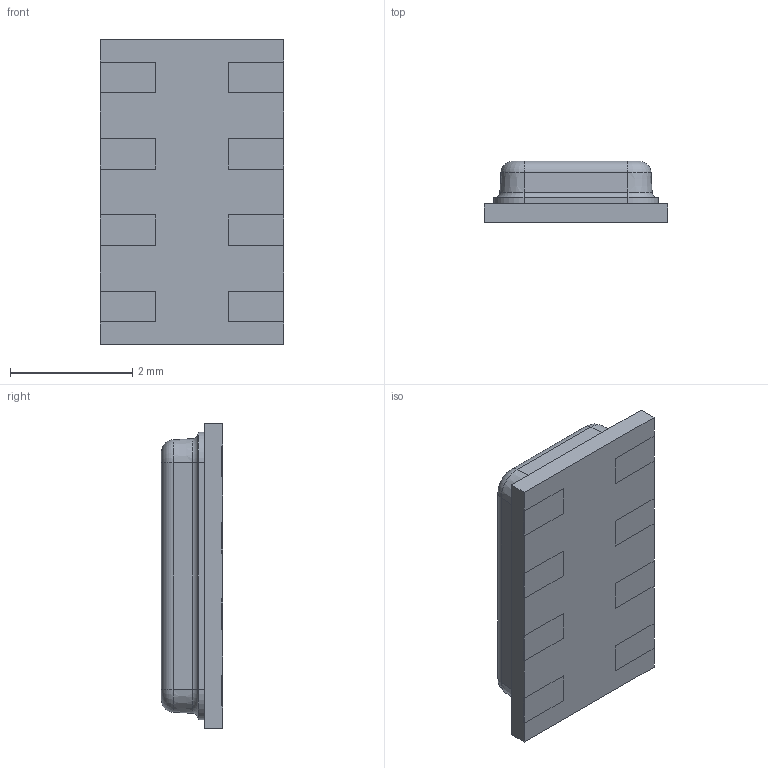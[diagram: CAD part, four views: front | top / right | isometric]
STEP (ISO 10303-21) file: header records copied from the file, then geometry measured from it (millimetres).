
FILE_DESCRIPTION (( 'STEP AP214' ), '1' );
FILE_NAME ('MS561101BA03-50.STEP', '2019-04-09T04:43:30', ( '' ), ( '' ), 'SwSTEP 2.0', 'SolidWorks 2017', '' );
FILE_SCHEMA (( 'AUTOMOTIVE_DESIGN' ));
Length unit declared in the file: millimetre
Products named in the file (1): MS561101BA03-50
Bounding box: 3 x 1 x 5 mm (x, y, z)
Volume: 7.1 mm3; surface area: 80.3 mm2
Topology: 10 solids, 10 shells, 150 faces, 352 edges, 224 vertices
Faces by surface type: plane 102, cylinder 24, torus 16, cone 8
Entity records: 4363 total; most frequent: DIRECTION 734, CARTESIAN_POINT 727, ORIENTED_EDGE 704, EDGE_CURVE 352, LINE 272, VECTOR 272, AXIS2_PLACEMENT_3D 231, VERTEX_POINT 224
